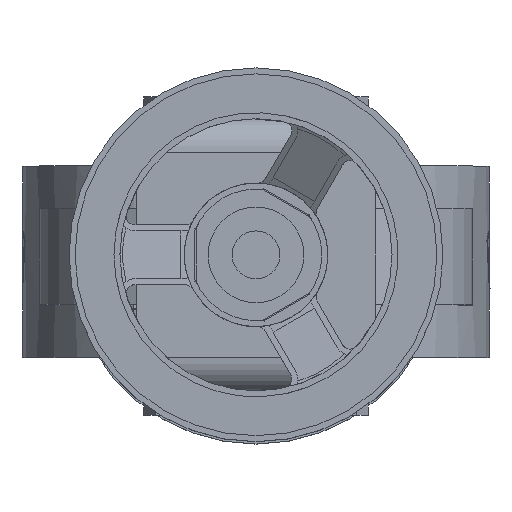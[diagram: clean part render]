
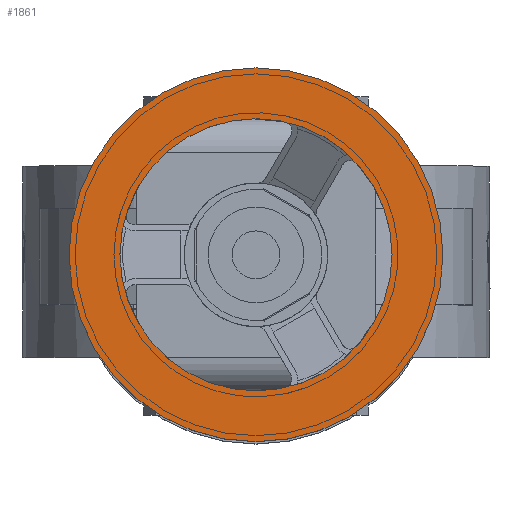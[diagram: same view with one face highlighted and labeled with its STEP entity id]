
A CAD part, top view. The second image highlights one B-rep face of the part: STEP entity #1861.
In plain terms, the highlighted planar face has unit normal (0, 0, 1).
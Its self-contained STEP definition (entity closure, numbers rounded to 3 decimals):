
#1861 = ADVANCED_FACE( '', ( #3952, #3953 ), #3954, .T. );
#3952 = FACE_BOUND( '', #7148, .T. );
#3953 = FACE_OUTER_BOUND( '', #7149, .T. );
#3954 = PLANE( '', #7150 );
#7148 = EDGE_LOOP( '', ( #14574 ) );
#7149 = EDGE_LOOP( '', ( #14575 ) );
#7150 = AXIS2_PLACEMENT_3D( '', #14576, #14577, #14578 );
#14574 = ORIENTED_EDGE( '', *, *, #17435, .T. );
#14575 = ORIENTED_EDGE( '', *, *, #16426, .F. );
#14576 = CARTESIAN_POINT( '', ( -62.5, 0., 40. ) );
#14577 = DIRECTION( '', ( 0., 0., 1. ) );
#14578 = DIRECTION( '', ( 1., 0., 0. ) );
#16426 = EDGE_CURVE( '', #19264, #19264, #19265, .T. );
#17435 = EDGE_CURVE( '', #20757, #20757, #20758, .T. );
#19264 = VERTEX_POINT( '', #25441 );
#19265 = CIRCLE( '', #25442, 62.5 );
#20757 = VERTEX_POINT( '', #30761 );
#20758 = CIRCLE( '', #30762, 45.5 );
#25441 = CARTESIAN_POINT( '', ( -62.5, 0., 40. ) );
#25442 = AXIS2_PLACEMENT_3D( '', #33004, #33005, #33006 );
#30761 = CARTESIAN_POINT( '', ( -45.5, 0., 40. ) );
#30762 = AXIS2_PLACEMENT_3D( '', #33594, #33595, #33596 );
#33004 = CARTESIAN_POINT( '', ( 0., 0., 40. ) );
#33005 = DIRECTION( '', ( 0., 0., -1. ) );
#33006 = DIRECTION( '', ( -1., 0., 0. ) );
#33594 = CARTESIAN_POINT( '', ( 0., 0., 40. ) );
#33595 = DIRECTION( '', ( 0., 0., -1. ) );
#33596 = DIRECTION( '', ( -1., 0., 0. ) );
